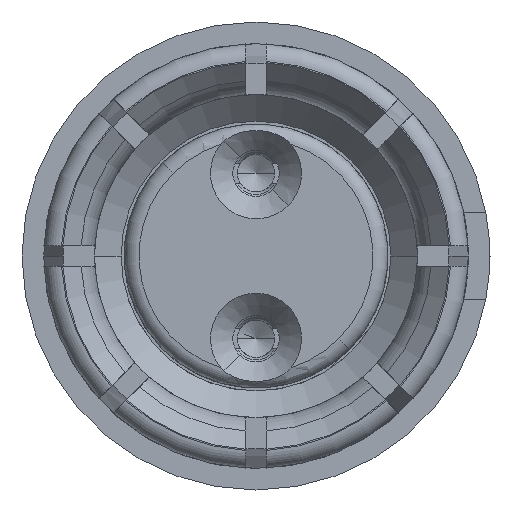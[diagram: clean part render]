
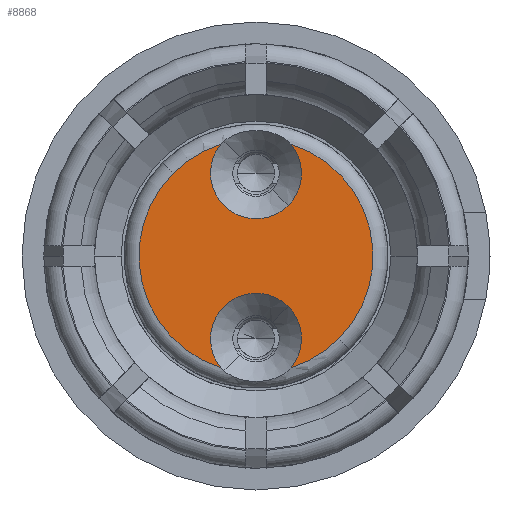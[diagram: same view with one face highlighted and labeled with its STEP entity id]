
A CAD part, front view. The second image highlights one B-rep face of the part: STEP entity #8868.
In plain terms, the highlighted planar face has unit normal (0, -1, 0).
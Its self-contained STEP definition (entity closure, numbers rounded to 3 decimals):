
#3286=CARTESIAN_POINT('',(0.,-15.85,-1.41));
#3287=DIRECTION('',(0.,1.,0.));
#3288=DIRECTION('',(0.707,0.,0.707));
#3289=AXIS2_PLACEMENT_3D('',#3286,#3287,#3288);
#3291=CARTESIAN_POINT('',(0.,-15.85,-1.41));
#3292=DIRECTION('',(0.,1.,0.));
#3293=DIRECTION('',(-0.771,0.,-0.637));
#3294=AXIS2_PLACEMENT_3D('',#3291,#3292,#3293);
#3296=CARTESIAN_POINT('',(0.,-15.85,0.));
#3297=DIRECTION('',(0.,1.,0.));
#3298=DIRECTION('',(-0.3,0.,-0.954));
#3299=AXIS2_PLACEMENT_3D('',#3296,#3297,#3298);
#3301=CARTESIAN_POINT('',(0.,-15.85,0.));
#3302=DIRECTION('',(0.,-1.,0.));
#3303=DIRECTION('',(-0.3,0.,0.954));
#3304=AXIS2_PLACEMENT_3D('',#3301,#3302,#3303);
#3306=CARTESIAN_POINT('',(0.,-15.85,1.41));
#3307=DIRECTION('',(0.,-1.,0.));
#3308=DIRECTION('',(-0.771,0.,0.637));
#3309=AXIS2_PLACEMENT_3D('',#3306,#3307,#3308);
#3311=CARTESIAN_POINT('',(0.,-15.85,1.41));
#3312=DIRECTION('',(0.,-1.,0.));
#3313=DIRECTION('',(0.707,0.,-0.707));
#3314=AXIS2_PLACEMENT_3D('',#3311,#3312,#3313);
#3316=CARTESIAN_POINT('',(0.,-15.85,0.));
#3317=DIRECTION('',(0.,-1.,0.));
#3318=DIRECTION('',(0.707,0.,-0.707));
#3319=AXIS2_PLACEMENT_3D('',#3316,#3317,#3318);
#3321=CARTESIAN_POINT('',(0.,-15.85,0.));
#3322=DIRECTION('',(0.,1.,0.));
#3323=DIRECTION('',(0.707,0.,-0.707));
#3324=AXIS2_PLACEMENT_3D('',#3321,#3322,#3323);
#4546=CARTESIAN_POINT('',(1.411,-15.85,-1.411));
#4548=VERTEX_POINT('',#4546);
#4553=CARTESIAN_POINT('',(-1.411,-15.85,1.411));
#4554=VERTEX_POINT('',#4553);
#4573=CARTESIAN_POINT('',(0.549,-15.85,0.861));
#4574=CARTESIAN_POINT('',(0.598,-15.85,1.904));
#4575=VERTEX_POINT('',#4573);
#4576=VERTEX_POINT('',#4574);
#4577=CARTESIAN_POINT('',(-0.598,-15.85,1.904));
#4578=VERTEX_POINT('',#4577);
#4607=CARTESIAN_POINT('',(0.549,-15.85,-0.861));
#4608=CARTESIAN_POINT('',(0.598,-15.85,-1.904));
#4609=VERTEX_POINT('',#4607);
#4610=VERTEX_POINT('',#4608);
#4611=CARTESIAN_POINT('',(-0.598,-15.85,-1.904));
#4612=VERTEX_POINT('',#4611);
#8848=CARTESIAN_POINT('',(0.,-15.85,0.));
#8849=DIRECTION('',(0.,-1.,0.));
#8850=DIRECTION('',(0.707,0.,-0.707));
#8851=AXIS2_PLACEMENT_3D('',#8848,#8849,#8850);
#8852=PLANE('',#8851);
#8854=ORIENTED_EDGE('',*,*,#8853,.F.);
#8856=ORIENTED_EDGE('',*,*,#8855,.F.);
#8858=ORIENTED_EDGE('',*,*,#8857,.T.);
#8859=ORIENTED_EDGE('',*,*,#8819,.F.);
#8861=ORIENTED_EDGE('',*,*,#8860,.T.);
#8862=ORIENTED_EDGE('',*,*,#8836,.T.);
#8863=ORIENTED_EDGE('',*,*,#8826,.F.);
#8865=ORIENTED_EDGE('',*,*,#8864,.T.);
#8866=EDGE_LOOP('',(#8854,#8856,#8858,#8859,#8861,#8862,#8863,#8865));
#8867=FACE_OUTER_BOUND('',#8866,.F.);
#8868=ADVANCED_FACE('',(#8867),#8852,.T.);
#3290=CIRCLE('',#3289,0.776);
#3295=CIRCLE('',#3294,0.776);
#3300=CIRCLE('',#3299,1.996);
#3305=CIRCLE('',#3304,1.996);
#3310=CIRCLE('',#3309,0.776);
#3315=CIRCLE('',#3314,0.776);
#3320=CIRCLE('',#3319,1.996);
#3325=CIRCLE('',#3324,1.996);
#8819=EDGE_CURVE('',#4578,#4554,#3305,.T.);
#8826=EDGE_CURVE('',#4548,#4576,#3320,.T.);
#8836=EDGE_CURVE('',#4575,#4576,#3315,.T.);
#8853=EDGE_CURVE('',#4609,#4610,#3290,.T.);
#8855=EDGE_CURVE('',#4612,#4609,#3295,.T.);
#8857=EDGE_CURVE('',#4612,#4554,#3300,.T.);
#8860=EDGE_CURVE('',#4578,#4575,#3310,.T.);
#8864=EDGE_CURVE('',#4548,#4610,#3325,.T.);
